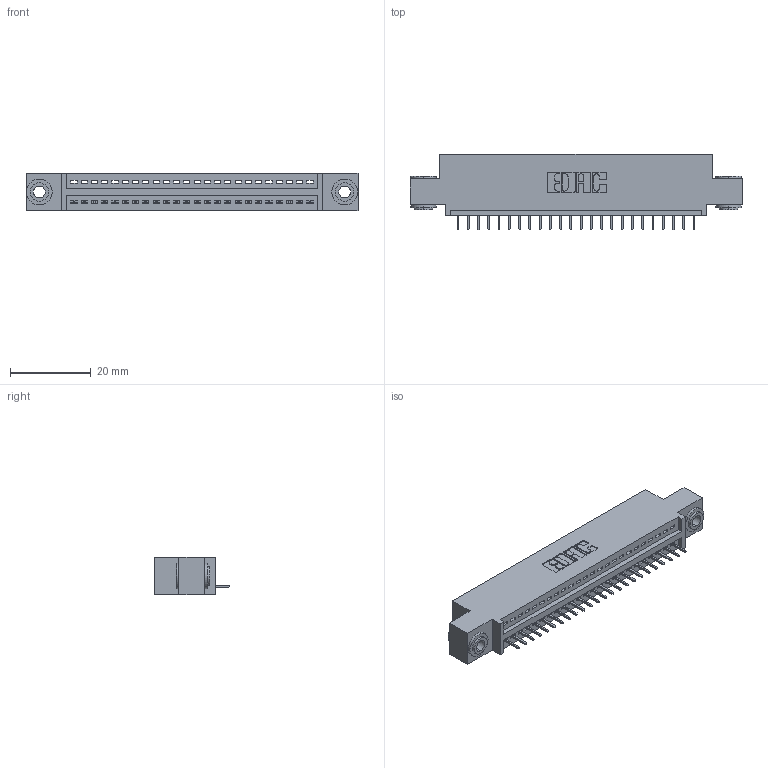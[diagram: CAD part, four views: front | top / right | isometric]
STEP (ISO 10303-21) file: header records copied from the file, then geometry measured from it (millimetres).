
FILE_DESCRIPTION (( 'STEP AP203' ), '1' );
FILE_NAME ('895-024-525-403.STEP', '2020-09-25T13:25:56', ( '' ), ( '' ), 'SwSTEP 2.0', 'SolidWorks 2020', '' );
FILE_SCHEMA (( 'CONFIG_CONTROL_DESIGN' ));
Length unit declared in the file: inch
Products named in the file (4): 845 Part_0.110 Offset - 0.156 Dia-TH; 895-024-525-403; 345-250-002_345-250-002-102; 345-292-001_345-293-125
Assembly tree (27 placements, depth 2):
  895-024-525-403
    845 Part_0.110 Offset - 0.156 Dia-TH
    345-292-001_345-293-125  x24
    345-250-002_345-250-002-102  x2
Bounding box: 82.17 x 18.72 x 9.4 mm (x, y, z)
Volume: 7505.1 mm3; surface area: 9698.5 mm2
Topology: 27 solids, 27 shells, 1656 faces, 4749 edges, 3066 vertices
Faces by surface type: plane 1198, cylinder 450, cone 8
Entity records: 21342 total; most frequent: CARTESIAN_POINT 3675, ORIENTED_EDGE 3626, DIRECTION 3267, EDGE_CURVE 1813, VECTOR 1565, LINE 1565, VERTEX_POINT 1202, AXIS2_PLACEMENT_3D 851
